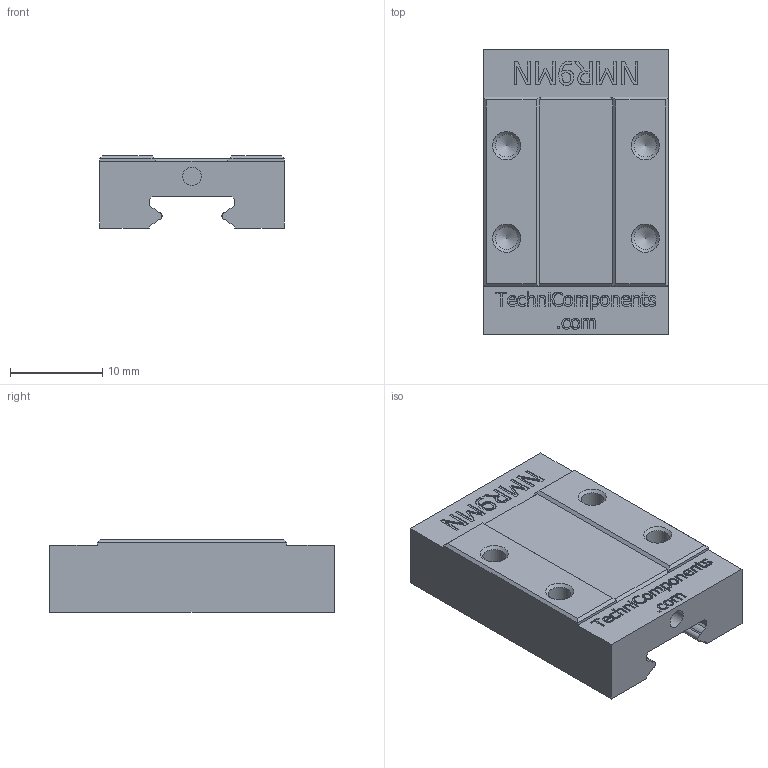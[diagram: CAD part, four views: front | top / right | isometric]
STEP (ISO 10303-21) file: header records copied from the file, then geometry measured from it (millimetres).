
FILE_DESCRIPTION(/* description */ ('https://www.lineairgeleidingshop.com/nr_112_newton-loopwagen-compact-9mm-1-stuks_L100-NMR9MN-001 '),/* implementation_level */ '2;1');
FILE_NAME(/* name */ 'L100-NMR9MN-001.stp',/* time_stamp */ '2017-12-19T11:48:11+01:00',/* author */ ('JvDrunen'),/* organization */ (''),/* preprocessor_version */ 'ST-DEVELOPER v16.5',/* originating_system */ 'Autodesk Inventor 2017',/* authorisation */ '');
FILE_SCHEMA (('AUTOMOTIVE_DESIGN { 1 0 10303 214 3 1 1 }'));
Length unit declared in the file: millimetre
Products named in the file (1): L100-NMR9MN-001
Bounding box: 20 x 30.8 x 7.8 mm (x, y, z)
Volume: 3649.9 mm3; surface area: 2447.9 mm2
Topology: 1 solids, 1 shells, 466 faces, 1263 edges, 836 vertices
Faces by surface type: plane 256, bspline 190, cylinder 12, cone 8
Full cylindrical faces by diameter (mm): 2 x2, 2.459 x4
Entity records: 15415 total; most frequent: CARTESIAN_POINT 5014, ORIENTED_EDGE 2490, DIRECTION 1447, EDGE_CURVE 1245, LINE 837, VECTOR 837, VERTEX_POINT 832, EDGE_LOOP 517
